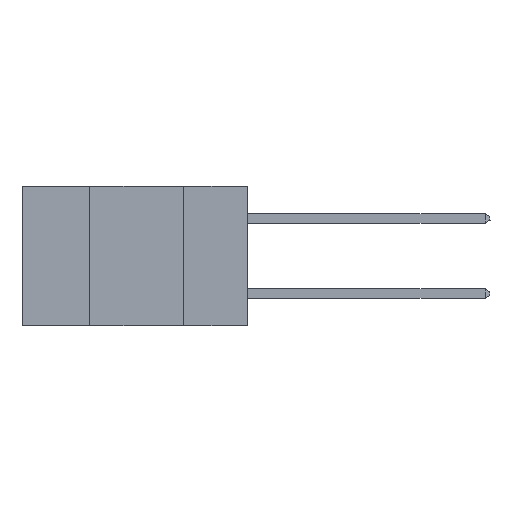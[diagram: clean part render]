
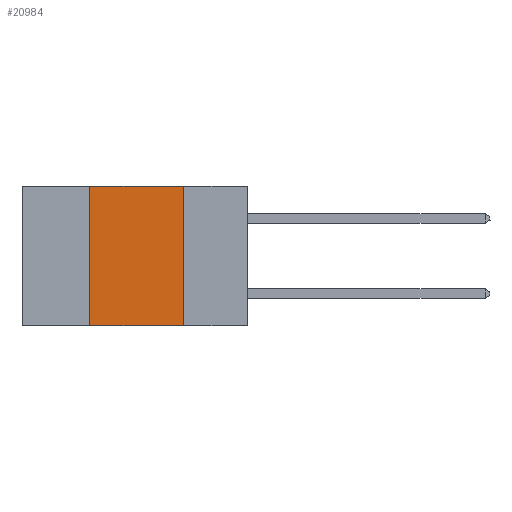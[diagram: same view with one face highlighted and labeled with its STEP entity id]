
A CAD part, left-side view. The second image highlights one B-rep face of the part: STEP entity #20984.
In plain terms, the highlighted planar face has unit normal (-1, 0, 0).
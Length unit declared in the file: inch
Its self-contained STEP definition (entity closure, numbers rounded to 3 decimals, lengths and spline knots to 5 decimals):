
#740 = EDGE_CURVE ( 'NONE', #21074, #7461, #3037, .T. ) ;
#1237 = DIRECTION ( 'NONE',  ( 0., -1., 0. ) ) ;
#1834 = EDGE_LOOP ( 'NONE', ( #7465, #4953, #4406, #19090 ) ) ;
#2460 = DIRECTION ( 'NONE',  ( 0., 0., -1. ) ) ;
#2534 = CARTESIAN_POINT ( 'NONE',  ( 0., 0.17, -0.37 ) ) ;
#3037 = LINE ( 'NONE', #3996, #21042 ) ;
#3996 = CARTESIAN_POINT ( 'NONE',  ( 0., 0.6, 0. ) ) ;
#4102 = DIRECTION ( 'NONE',  ( 0., -1., 0. ) ) ;
#4406 = ORIENTED_EDGE ( 'NONE', *, *, #19892, .F. ) ;
#4953 = ORIENTED_EDGE ( 'NONE', *, *, #740, .F. ) ;
#6671 = EDGE_CURVE ( 'NONE', #7461, #21146, #19607, .T. ) ;
#7175 = PLANE ( 'NONE',  #17879 ) ;
#7461 = VERTEX_POINT ( 'NONE', #15076 ) ;
#7465 = ORIENTED_EDGE ( 'NONE', *, *, #6671, .F. ) ;
#8047 = VECTOR ( 'NONE', #1237, 39.37008 ) ;
#8273 = CARTESIAN_POINT ( 'NONE',  ( 0., 0.6, -0.37 ) ) ;
#8911 = DIRECTION ( 'NONE',  ( 0., 0., -1. ) ) ;
#9872 = DIRECTION ( 'NONE',  ( 0., 0., 1. ) ) ;
#10368 = VECTOR ( 'NONE', #2460, 39.37008 ) ;
#12679 = LINE ( 'NONE', #8273, #8047 ) ;
#12799 = CARTESIAN_POINT ( 'NONE',  ( 0., 0.17, -0.37 ) ) ;
#13392 = CARTESIAN_POINT ( 'NONE',  ( 0., 0.42, -0.37 ) ) ;
#14385 = CARTESIAN_POINT ( 'NONE',  ( 0., 0.42, 0. ) ) ;
#14600 = VERTEX_POINT ( 'NONE', #20415 ) ;
#15076 = CARTESIAN_POINT ( 'NONE',  ( 0., 0.17, 0. ) ) ;
#15245 = EDGE_CURVE ( 'NONE', #14600, #21146, #12679, .T. ) ;
#15725 = CARTESIAN_POINT ( 'NONE',  ( 0., 0.6, 0. ) ) ;
#17643 = FACE_OUTER_BOUND ( 'NONE', #1834, .T. ) ;
#17879 = AXIS2_PLACEMENT_3D ( 'NONE', #15725, #19298, #8911 ) ;
#19090 = ORIENTED_EDGE ( 'NONE', *, *, #15245, .T. ) ;
#19298 = DIRECTION ( 'NONE',  ( 1., 0., 0. ) ) ;
#19607 = LINE ( 'NONE', #2534, #10368 ) ;
#19892 = EDGE_CURVE ( 'NONE', #14600, #21074, #22002, .T. ) ;
#20415 = CARTESIAN_POINT ( 'NONE',  ( 0., 0.42, -0.37 ) ) ;
#20984 = ADVANCED_FACE ( 'NONE', ( #17643 ), #7175, .F. ) ;
#21042 = VECTOR ( 'NONE', #4102, 39.37008 ) ;
#21074 = VERTEX_POINT ( 'NONE', #14385 ) ;
#21146 = VERTEX_POINT ( 'NONE', #12799 ) ;
#21465 = VECTOR ( 'NONE', #9872, 39.37008 ) ;
#22002 = LINE ( 'NONE', #13392, #21465 ) ;
